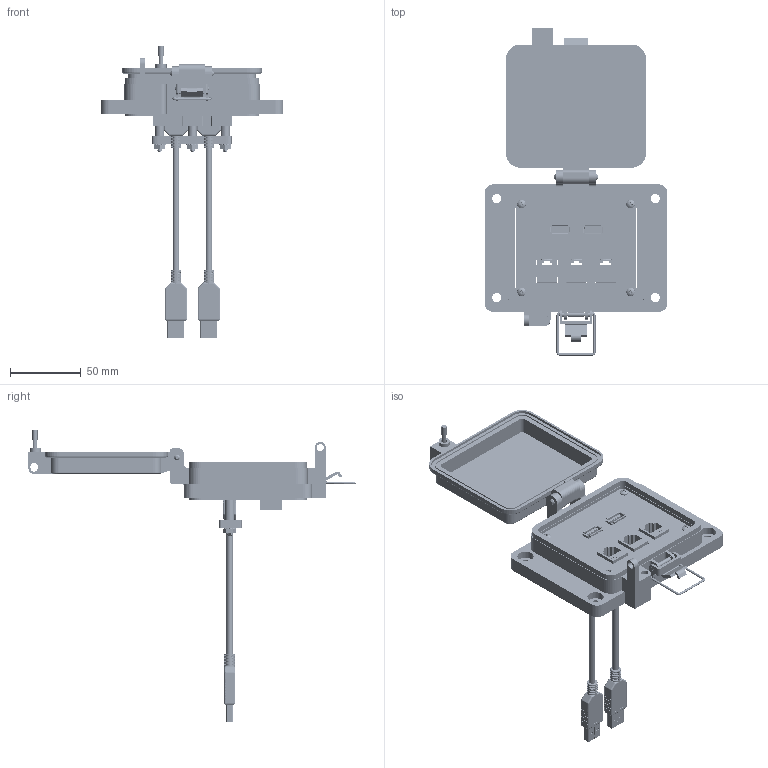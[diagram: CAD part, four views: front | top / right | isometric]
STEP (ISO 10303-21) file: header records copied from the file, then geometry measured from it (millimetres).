
FILE_DESCRIPTION (( 'STEP AP203' ), '1' );
FILE_NAME ('P-P11#2R2#3-K3RX_3D.STEP', '2021-04-21T14:19:31', ( '' ), ( '' ), 'SwSTEP 2.0', 'SolidWorks 2019', '' );
FILE_SCHEMA (( 'CONFIG_CONTROL_DESIGN' ));
Length unit declared in the file: millimetre
Products named in the file (19): Z-002-632516HN_90675A007; P-P11#2R2#3-K3RX_TP060_1; P-P11#2R2#3-K3RX_3D; P-P11#2R2#3-K3RX_BP180_1; 92005A124_METRIC PAN HEAD PHILLIPS MACHINE SCREW_92005A124; P-P11#2R2#3-K3RX_TP240_1; Z-000-4243316TFP; R2; P-P11#2R2#3-K3RX_FP060_1; 632FH_1-3_4-IN; Z-H-K3_B; Z-020-3047; Z-001-SPR_1-1_4; Z-300-RJ45CAT5; -K3; P11
Assembly tree (32 placements, depth 3):
  P-P11#2R2#3-K3RX_3D
    P-P11#2R2#3-K3RX_BP180_1
    P-P11#2R2#3-K3RX_TP060_1
    Z-000-4243316TFP  x3
    P11
      Z-020-3047
    P11
      Z-020-3047
    P-P11#2R2#3-K3RX_TP240_1
    632FH_1-3_4-IN  x3
    Z-001-SPR_1-1_4  x3
    Z-002-632516HN_90675A007  x3
    P-P11#2R2#3-K3RX_FP060_1
    R2
      Z-300-RJ45CAT5
    R2
      Z-300-RJ45CAT5
    R2
      Z-300-RJ45CAT5
    -K3
      Z-H-K3_B
    92005A124_METRIC PAN HEAD PHILLIPS MACHINE SCREW_92005A124  x4
Bounding box: 129 x 231.18 x 205.62 mm (x, y, z)
Volume: 208244.7 mm3; surface area: 150661.2 mm2
Topology: 53 solids, 53 shells, 5364 faces, 15176 edges, 9956 vertices
Faces by surface type: plane 2404, cylinder 2118, bspline 611, cone 191, torus 32, sphere 8
Entity records: 99971 total; most frequent: CARTESIAN_POINT 34719, ORIENTED_EDGE 14282, DIRECTION 11640, EDGE_CURVE 7141, VERTEX_POINT 4703, LINE 4196, VECTOR 4196, AXIS2_PLACEMENT_3D 3722
